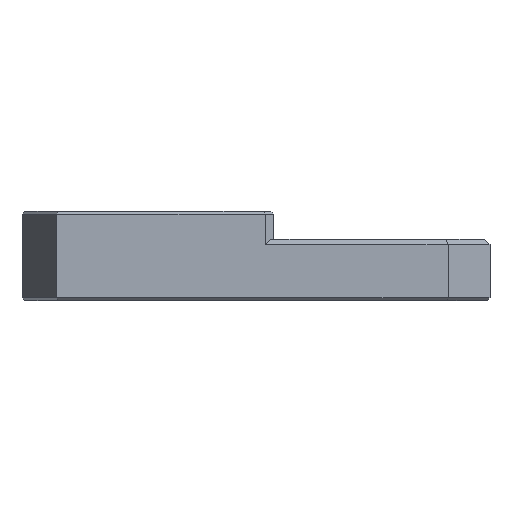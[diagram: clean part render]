
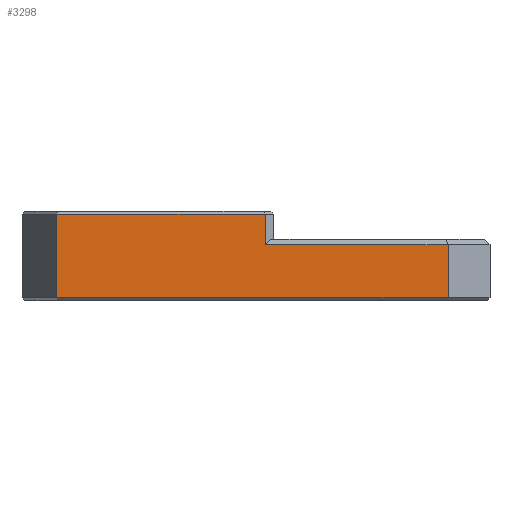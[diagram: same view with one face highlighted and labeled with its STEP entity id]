
A CAD part, left-side view. The second image highlights one B-rep face of the part: STEP entity #3298.
In plain terms, the highlighted planar face has unit normal (-1, 0, 0).
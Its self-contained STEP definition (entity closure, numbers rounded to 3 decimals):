
#258=FACE_OUTER_BOUND('',#455,.T.);
#455=EDGE_LOOP('',(#2706,#2707,#2708,#2709,#2710,#2711));
#719=LINE('',#5124,#1116);
#761=LINE('',#5217,#1158);
#762=LINE('',#5219,#1159);
#820=LINE('',#5346,#1217);
#821=LINE('',#5349,#1218);
#822=LINE('',#5350,#1219);
#1116=VECTOR('',#4046,10.);
#1158=VECTOR('',#4140,10.);
#1159=VECTOR('',#4143,10.);
#1217=VECTOR('',#4269,10.);
#1218=VECTOR('',#4272,10.);
#1219=VECTOR('',#4273,10.);
#1462=VERTEX_POINT('',#4894);
#1505=VERTEX_POINT('',#5120);
#1529=VERTEX_POINT('',#5211);
#1530=VERTEX_POINT('',#5215);
#1565=VERTEX_POINT('',#5344);
#1566=VERTEX_POINT('',#5348);
#1858=EDGE_CURVE('',#1505,#1462,#719,.T.);
#1905=EDGE_CURVE('',#1530,#1529,#761,.T.);
#1906=EDGE_CURVE('',#1462,#1530,#762,.T.);
#1970=EDGE_CURVE('',#1505,#1565,#820,.T.);
#1971=EDGE_CURVE('',#1566,#1565,#821,.T.);
#1972=EDGE_CURVE('',#1529,#1566,#822,.T.);
#2706=ORIENTED_EDGE('',*,*,#1906,.F.);
#2707=ORIENTED_EDGE('',*,*,#1858,.F.);
#2708=ORIENTED_EDGE('',*,*,#1970,.T.);
#2709=ORIENTED_EDGE('',*,*,#1971,.F.);
#2710=ORIENTED_EDGE('',*,*,#1972,.F.);
#2711=ORIENTED_EDGE('',*,*,#1905,.F.);
#3121=PLANE('',#3552);
#3298=ADVANCED_FACE('',(#258),#3121,.T.);
#3552=AXIS2_PLACEMENT_3D('',#5347,#4270,#4271);
#4046=DIRECTION('',(0.,-1.,0.));
#4140=DIRECTION('',(0.,-1.,0.));
#4143=DIRECTION('',(0.,0.,-1.));
#4269=DIRECTION('',(0.,0.,-1.));
#4270=DIRECTION('center_axis',(-1.,0.,0.));
#4271=DIRECTION('ref_axis',(0.,1.,0.));
#4272=DIRECTION('',(0.,1.,0.));
#4273=DIRECTION('',(0.,0.,-1.));
#4894=CARTESIAN_POINT('',(-14.8,-0.667,6.2));
#5120=CARTESIAN_POINT('',(-14.8,14.277,6.2));
#5124=CARTESIAN_POINT('',(-14.8,3.5,6.2));
#5211=CARTESIAN_POINT('',(-14.8,-13.75,4.));
#5215=CARTESIAN_POINT('',(-14.8,-0.667,4.));
#5217=CARTESIAN_POINT('',(-14.8,-0.375,4.));
#5219=CARTESIAN_POINT('',(-14.8,-0.667,6.4));
#5344=CARTESIAN_POINT('',(-14.8,14.277,0.2));
#5346=CARTESIAN_POINT('',(-14.8,14.277,6.4));
#5347=CARTESIAN_POINT('Origin',(-14.8,-0.75,6.4));
#5348=CARTESIAN_POINT('',(-14.8,-13.75,0.2));
#5349=CARTESIAN_POINT('',(-14.8,-0.375,0.2));
#5350=CARTESIAN_POINT('',(-14.8,-13.75,5.4));
